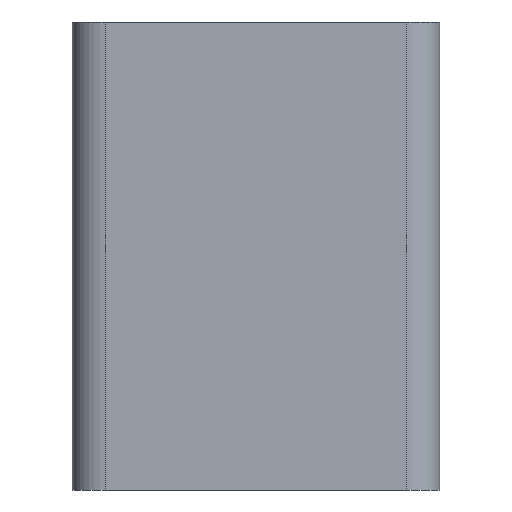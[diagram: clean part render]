
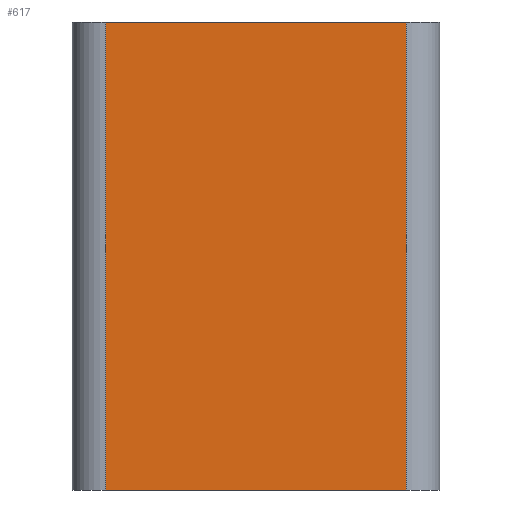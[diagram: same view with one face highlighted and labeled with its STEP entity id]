
A CAD part, left-side view. The second image highlights one B-rep face of the part: STEP entity #617.
In plain terms, the highlighted planar face has unit normal (-1, 0, 0).
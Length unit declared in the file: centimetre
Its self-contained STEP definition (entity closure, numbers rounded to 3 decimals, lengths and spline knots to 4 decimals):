
#45=LINE('',#943,#83);
#54=LINE('',#989,#92);
#62=LINE('',#1017,#100);
#63=LINE('',#1019,#101);
#83=VECTOR('',#740,1.);
#92=VECTOR('',#783,1.);
#100=VECTOR('',#817,1.);
#101=VECTOR('',#820,1.);
#125=PLANE('',#681);
#169=FACE_OUTER_BOUND('',#223,.T.);
#223=EDGE_LOOP('',(#490,#491,#492,#493));
#298=VERTEX_POINT('',#939);
#300=VERTEX_POINT('',#942);
#319=VERTEX_POINT('',#986);
#320=VERTEX_POINT('',#988);
#355=EDGE_CURVE('',#300,#298,#45,.T.);
#375=EDGE_CURVE('',#319,#320,#54,.T.);
#389=EDGE_CURVE('',#320,#298,#62,.T.);
#390=EDGE_CURVE('',#300,#319,#63,.T.);
#490=ORIENTED_EDGE('',*,*,#389,.F.);
#491=ORIENTED_EDGE('',*,*,#375,.F.);
#492=ORIENTED_EDGE('',*,*,#390,.F.);
#493=ORIENTED_EDGE('',*,*,#355,.T.);
#617=ADVANCED_FACE('',(#169),#125,.T.);
#681=AXIS2_PLACEMENT_3D('',#1018,#818,#819);
#740=DIRECTION('',(0.,1.,0.));
#783=DIRECTION('',(0.,1.,0.));
#817=DIRECTION('',(0.,0.,1.));
#818=DIRECTION('center_axis',(-1.,0.,0.));
#819=DIRECTION('ref_axis',(0.,0.,1.));
#820=DIRECTION('',(0.,0.,-1.));
#939=CARTESIAN_POINT('',(-2.8,2.,0.));
#942=CARTESIAN_POINT('',(-2.8,0.2,0.));
#943=CARTESIAN_POINT('',(-2.8,0.,0.));
#986=CARTESIAN_POINT('',(-2.8,0.2,-2.8));
#988=CARTESIAN_POINT('',(-2.8,2.,-2.8));
#989=CARTESIAN_POINT('',(-2.8,0.,-2.8));
#1017=CARTESIAN_POINT('',(-2.8,2.,-2.1));
#1018=CARTESIAN_POINT('Origin',(-2.8,0.,-2.8));
#1019=CARTESIAN_POINT('',(-2.8,0.2,-2.1));
